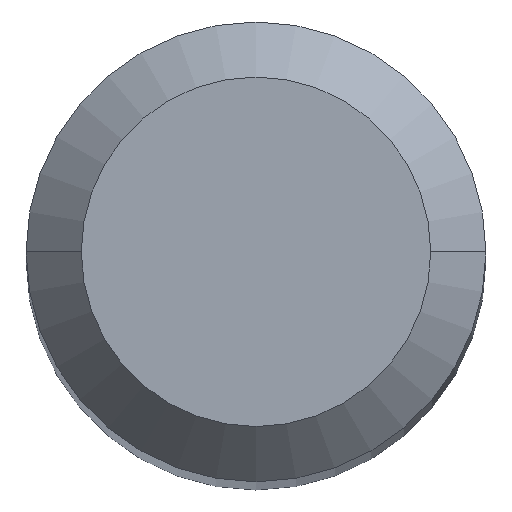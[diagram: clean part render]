
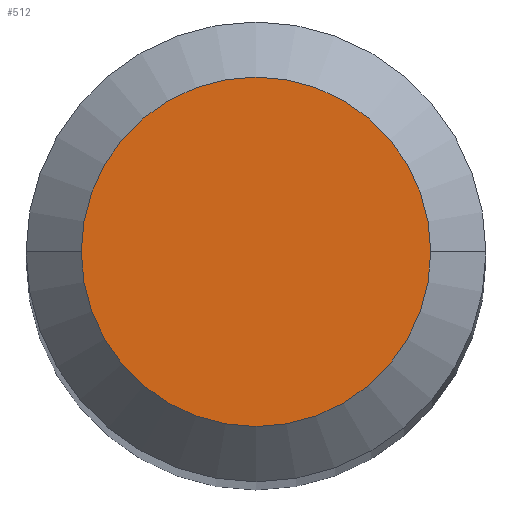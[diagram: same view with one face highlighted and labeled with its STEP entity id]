
A CAD part, top view. The second image highlights one B-rep face of the part: STEP entity #512.
In plain terms, the highlighted planar face has unit normal (0, 0, 1).
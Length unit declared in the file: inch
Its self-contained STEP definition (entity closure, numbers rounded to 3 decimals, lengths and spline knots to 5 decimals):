
#4 = CARTESIAN_POINT ( 'NONE',  ( 0., 0., 0. ) ) ;
#19 = PLANE ( 'NONE',  #394 ) ;
#50 = DIRECTION ( 'NONE',  ( 0., 0., -1. ) ) ;
#51 = EDGE_CURVE ( 'NONE', #342, #346, #447, .T. ) ;
#53 = DIRECTION ( 'NONE',  ( 1., 0., 0. ) ) ;
#59 = FACE_OUTER_BOUND ( 'NONE', #308, .T. ) ;
#81 = CARTESIAN_POINT ( 'NONE',  ( 0., 0., 0. ) ) ;
#189 = EDGE_CURVE ( 'NONE', #346, #342, #499, .T. ) ;
#191 = CARTESIAN_POINT ( 'NONE',  ( -0.0475, 0., 0. ) ) ;
#200 = DIRECTION ( 'NONE',  ( 0., 0., 1. ) ) ;
#221 = CARTESIAN_POINT ( 'NONE',  ( 0., 0.0475, 0. ) ) ;
#245 = DIRECTION ( 'NONE',  ( 1., 0., 0. ) ) ;
#261 = AXIS2_PLACEMENT_3D ( 'NONE', #81, #363, #53 ) ;
#268 = AXIS2_PLACEMENT_3D ( 'NONE', #4, #200, #245 ) ;
#295 = CARTESIAN_POINT ( 'NONE',  ( 0.0475, 0., 0. ) ) ;
#308 = EDGE_LOOP ( 'NONE', ( #398, #411 ) ) ;
#342 = VERTEX_POINT ( 'NONE', #191 ) ;
#346 = VERTEX_POINT ( 'NONE', #295 ) ;
#363 = DIRECTION ( 'NONE',  ( 0., 0., 1. ) ) ;
#394 = AXIS2_PLACEMENT_3D ( 'NONE', #221, #50, #491 ) ;
#398 = ORIENTED_EDGE ( 'NONE', *, *, #51, .T. ) ;
#411 = ORIENTED_EDGE ( 'NONE', *, *, #189, .T. ) ;
#447 = CIRCLE ( 'NONE', #261, 0.0475 ) ;
#491 = DIRECTION ( 'NONE',  ( -1., 0., 0. ) ) ;
#499 = CIRCLE ( 'NONE', #268, 0.0475 ) ;
#512 = ADVANCED_FACE ( 'NONE', ( #59 ), #19, .F. ) ;
